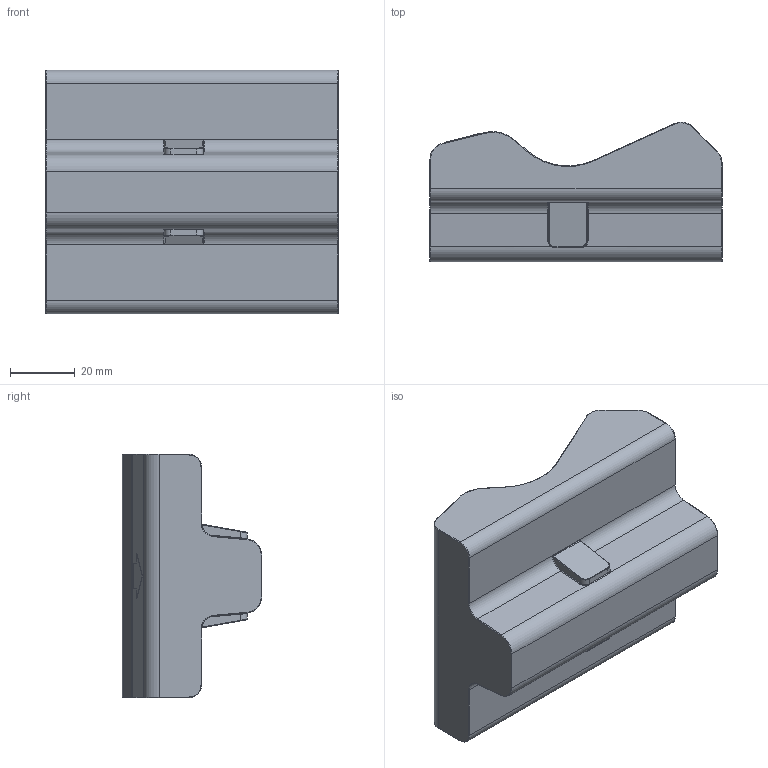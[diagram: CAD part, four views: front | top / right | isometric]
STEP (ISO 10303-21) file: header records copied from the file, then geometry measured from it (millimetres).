
FILE_DESCRIPTION (( 'STEP AP214' ), '1' );
FILE_NAME ('S10300093.STEP', '2024-03-13T06:28:35', ( '' ), ( '' ), 'SwSTEP 2.0', 'SolidWorks 2024', '' );
FILE_SCHEMA (( 'AUTOMOTIVE_DESIGN' ));
Length unit declared in the file: millimetre
Products named in the file (1): S10300093
Bounding box: 90 x 43 x 75 mm (x, y, z)
Volume: 158460.4 mm3; surface area: 22809.4 mm2
Topology: 1 solids, 1 shells, 124 faces, 287 edges, 166 vertices
Faces by surface type: cylinder 51, plane 31, torus 26, bspline 16
Entity records: 3774 total; most frequent: CARTESIAN_POINT 1002, DIRECTION 601, ORIENTED_EDGE 574, EDGE_CURVE 287, AXIS2_PLACEMENT_3D 237, VERTEX_POINT 166, CIRCLE 128, VECTOR 127
